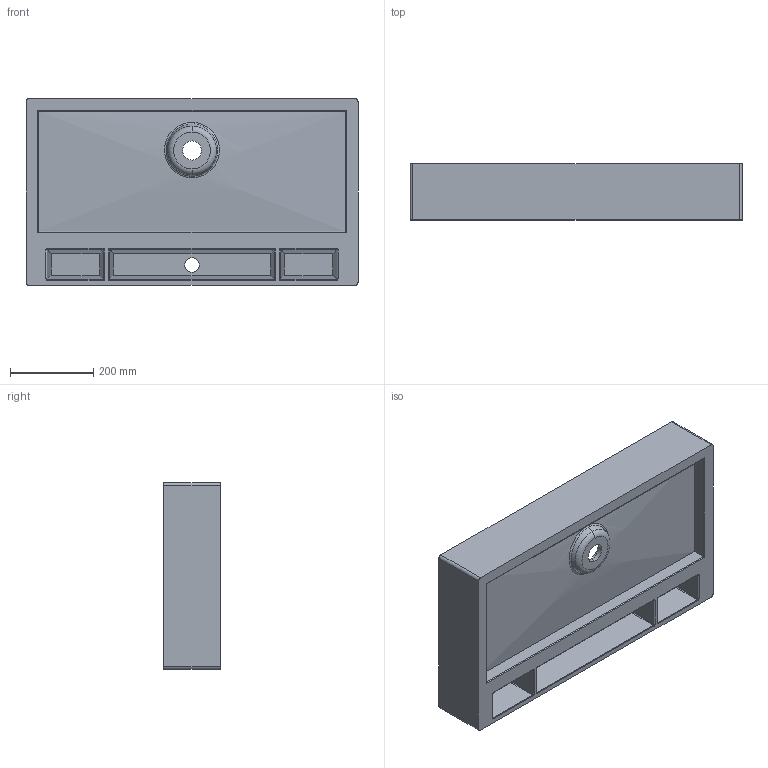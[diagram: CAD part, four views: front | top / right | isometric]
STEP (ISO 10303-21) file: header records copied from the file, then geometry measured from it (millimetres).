
FILE_DESCRIPTION (( 'STEP AP203' ), '1' );
FILE_NAME ('84112.STEP', '2019-05-17T10:26:21', ( '' ), ( '' ), 'SwSTEP 2.0', 'SolidWorks 2019', '' );
FILE_SCHEMA (( 'CONFIG_CONTROL_DESIGN' ));
Length unit declared in the file: millimetre
Products named in the file (1): 84112
Bounding box: 800 x 135 x 450 mm (x, y, z)
Volume: 12945411.2 mm3; surface area: 1464932.1 mm2
Topology: 1 solids, 1 shells, 173 faces, 403 edges, 215 vertices
Faces by surface type: cylinder 73, plane 40, bspline 33, sphere 17, torus 6, cone 4
Entity records: 6135 total; most frequent: CARTESIAN_POINT 2486, ORIENTED_EDGE 762, DIRECTION 745, EDGE_CURVE 381, AXIS2_PLACEMENT_3D 289, VERTEX_POINT 215, EDGE_LOOP 182, ADVANCED_FACE 173
